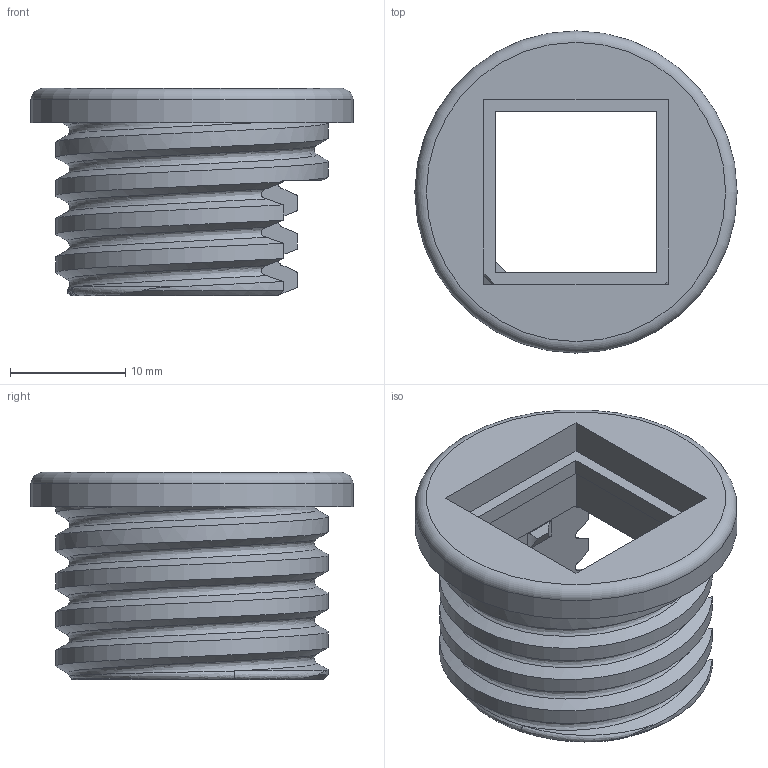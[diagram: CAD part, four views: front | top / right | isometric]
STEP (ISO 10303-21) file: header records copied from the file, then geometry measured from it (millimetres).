
FILE_DESCRIPTION(/* description */ ('STEP AP242','CAx-IF Rec.Pracs.---Representation and Presentation of Product Manufacturing Information (PMI)---4.0---2014-10-13','CAx-IF Rec.Pracs.---3D Tessellated Geometry---0.4---2014-09-14','2;1'),/* implementation_level */ '2;1');
FILE_NAME(/* name */ '6533dc6824e5ce05edd1b025',/* time_stamp */ '2023-10-21T14:12:56Z',/* author */ (''),/* organization */ (''),/* preprocessor_version */ 'ST-DEVELOPER v19.4',/* originating_system */ ' ',/* authorisation */ ' ');
FILE_SCHEMA (('AP242_MANAGED_MODEL_BASED_3D_ENGINEERING_MIM_LF { 1 0 10303 442 1 1 4 }'));
Length unit declared in the file: metre
Products named in the file (1): body
Bounding box: 28 x 28 x 18 mm (x, y, z)
Volume: 3313 mm3; surface area: 3195 mm2
Topology: 1 solids, 1 shells, 56 faces, 152 edges, 98 vertices
Faces by surface type: plane 30, bspline 14, cylinder 10, cone 1, torus 1
Full cylindrical faces by diameter (mm): 28 x1
Entity records: 4015 total; most frequent: CARTESIAN_POINT 2741, ORIENTED_EDGE 300, DIRECTION 200, EDGE_CURVE 150, VERTEX_POINT 98, LINE 80, VECTOR 80, EDGE_LOOP 64
